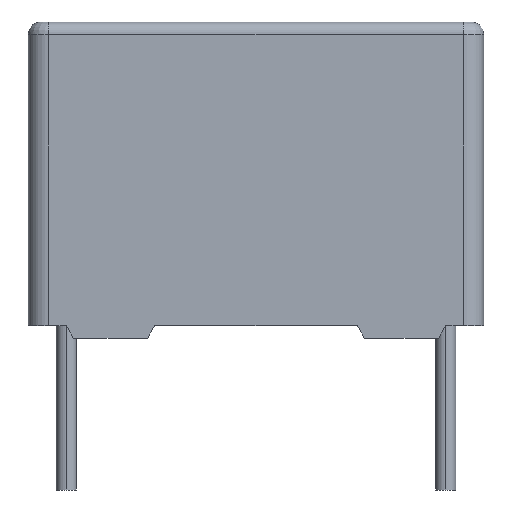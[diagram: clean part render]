
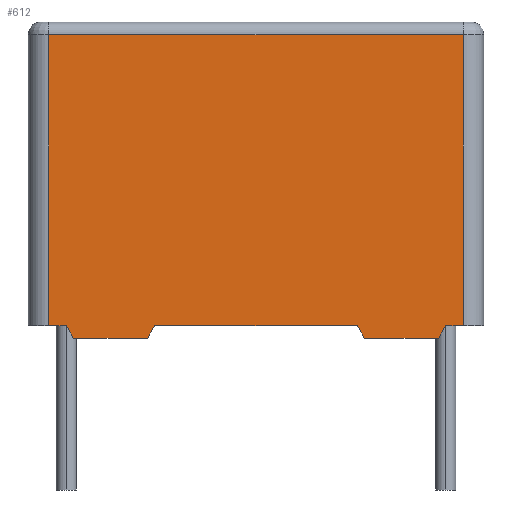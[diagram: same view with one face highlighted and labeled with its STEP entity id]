
A CAD part, front view. The second image highlights one B-rep face of the part: STEP entity #612.
In plain terms, the highlighted planar face has unit normal (0, -1, 0).
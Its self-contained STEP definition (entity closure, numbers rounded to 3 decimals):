
#299 = VERTEX_POINT('',#300);
#300 = CARTESIAN_POINT('',(-7.5,-3.5,0.45));
#306 = EDGE_CURVE('',#307,#299,#309,.T.);
#307 = VERTEX_POINT('',#308);
#308 = CARTESIAN_POINT('',(-8.2,-3.5,0.45));
#309 = LINE('',#310,#311);
#310 = CARTESIAN_POINT('',(-9.,-3.5,0.45));
#311 = VECTOR('',#312,1.);
#312 = DIRECTION('',(1.,0.,0.));
#357 = VERTEX_POINT('',#358);
#358 = CARTESIAN_POINT('',(8.2,-3.5,0.45));
#365 = EDGE_CURVE('',#366,#357,#368,.T.);
#366 = VERTEX_POINT('',#367);
#367 = CARTESIAN_POINT('',(7.5,-3.5,0.45));
#368 = LINE('',#369,#370);
#369 = CARTESIAN_POINT('',(-9.,-3.5,0.45));
#370 = VECTOR('',#371,1.);
#371 = DIRECTION('',(1.,0.,0.));
#448 = VERTEX_POINT('',#449);
#449 = CARTESIAN_POINT('',(4.,-3.5,0.45));
#455 = EDGE_CURVE('',#456,#448,#458,.T.);
#456 = VERTEX_POINT('',#457);
#457 = CARTESIAN_POINT('',(-4.,-3.5,0.45));
#458 = LINE('',#459,#460);
#459 = CARTESIAN_POINT('',(-9.,-3.5,0.45));
#460 = VECTOR('',#461,1.);
#461 = DIRECTION('',(1.,0.,0.));
#612 = ADVANCED_FACE('',(#613),#684,.T.);
#613 = FACE_BOUND('',#614,.T.);
#614 = EDGE_LOOP('',(#615,#616,#624,#632,#638,#639,#647,#655,#661,#662,
    #670,#678));
#615 = ORIENTED_EDGE('',*,*,#365,.T.);
#616 = ORIENTED_EDGE('',*,*,#617,.T.);
#617 = EDGE_CURVE('',#357,#618,#620,.T.);
#618 = VERTEX_POINT('',#619);
#619 = CARTESIAN_POINT('',(8.2,-3.5,11.95));
#620 = LINE('',#621,#622);
#621 = CARTESIAN_POINT('',(8.2,-3.5,6.45));
#622 = VECTOR('',#623,1.);
#623 = DIRECTION('',(0.,0.,1.));
#624 = ORIENTED_EDGE('',*,*,#625,.T.);
#625 = EDGE_CURVE('',#618,#626,#628,.T.);
#626 = VERTEX_POINT('',#627);
#627 = CARTESIAN_POINT('',(-8.2,-3.5,11.95));
#628 = LINE('',#629,#630);
#629 = CARTESIAN_POINT('',(0.,-3.5,11.95));
#630 = VECTOR('',#631,1.);
#631 = DIRECTION('',(-1.,0.,0.));
#632 = ORIENTED_EDGE('',*,*,#633,.T.);
#633 = EDGE_CURVE('',#626,#307,#634,.T.);
#634 = LINE('',#635,#636);
#635 = CARTESIAN_POINT('',(-8.2,-3.5,6.45));
#636 = VECTOR('',#637,1.);
#637 = DIRECTION('',(0.,0.,-1.));
#638 = ORIENTED_EDGE('',*,*,#306,.T.);
#639 = ORIENTED_EDGE('',*,*,#640,.T.);
#640 = EDGE_CURVE('',#299,#641,#643,.T.);
#641 = VERTEX_POINT('',#642);
#642 = CARTESIAN_POINT('',(-7.211,-3.5,-0.05));
#643 = LINE('',#644,#645);
#644 = CARTESIAN_POINT('',(-7.5,-3.5,0.45));
#645 = VECTOR('',#646,1.);
#646 = DIRECTION('',(0.5,0.,-0.866));
#647 = ORIENTED_EDGE('',*,*,#648,.T.);
#648 = EDGE_CURVE('',#641,#649,#651,.T.);
#649 = VERTEX_POINT('',#650);
#650 = CARTESIAN_POINT('',(-4.289,-3.5,-0.05));
#651 = LINE('',#652,#653);
#652 = CARTESIAN_POINT('',(-7.211,-3.5,-0.05));
#653 = VECTOR('',#654,1.);
#654 = DIRECTION('',(1.,0.,0.));
#655 = ORIENTED_EDGE('',*,*,#656,.T.);
#656 = EDGE_CURVE('',#649,#456,#657,.T.);
#657 = LINE('',#658,#659);
#658 = CARTESIAN_POINT('',(-4.,-3.5,0.45));
#659 = VECTOR('',#660,1.);
#660 = DIRECTION('',(0.5,0.,0.866));
#661 = ORIENTED_EDGE('',*,*,#455,.T.);
#662 = ORIENTED_EDGE('',*,*,#663,.F.);
#663 = EDGE_CURVE('',#664,#448,#666,.T.);
#664 = VERTEX_POINT('',#665);
#665 = CARTESIAN_POINT('',(4.289,-3.5,-0.05));
#666 = LINE('',#667,#668);
#667 = CARTESIAN_POINT('',(4.,-3.5,0.45));
#668 = VECTOR('',#669,1.);
#669 = DIRECTION('',(-0.5,0.,0.866));
#670 = ORIENTED_EDGE('',*,*,#671,.F.);
#671 = EDGE_CURVE('',#672,#664,#674,.T.);
#672 = VERTEX_POINT('',#673);
#673 = CARTESIAN_POINT('',(7.211,-3.5,-0.05));
#674 = LINE('',#675,#676);
#675 = CARTESIAN_POINT('',(7.211,-3.5,-0.05));
#676 = VECTOR('',#677,1.);
#677 = DIRECTION('',(-1.,0.,0.));
#678 = ORIENTED_EDGE('',*,*,#679,.F.);
#679 = EDGE_CURVE('',#366,#672,#680,.T.);
#680 = LINE('',#681,#682);
#681 = CARTESIAN_POINT('',(7.5,-3.5,0.45));
#682 = VECTOR('',#683,1.);
#683 = DIRECTION('',(-0.5,0.,-0.866));
#684 = PLANE('',#685);
#685 = AXIS2_PLACEMENT_3D('',#686,#687,#688);
#686 = CARTESIAN_POINT('',(0.,-3.5,6.45));
#687 = DIRECTION('',(0.,-1.,0.));
#688 = DIRECTION('',(1.,0.,0.));
